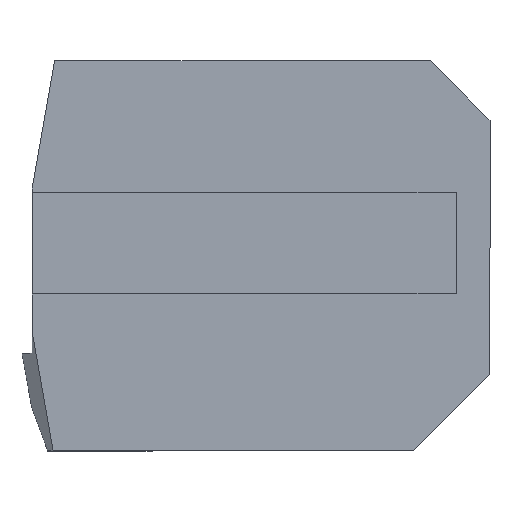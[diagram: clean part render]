
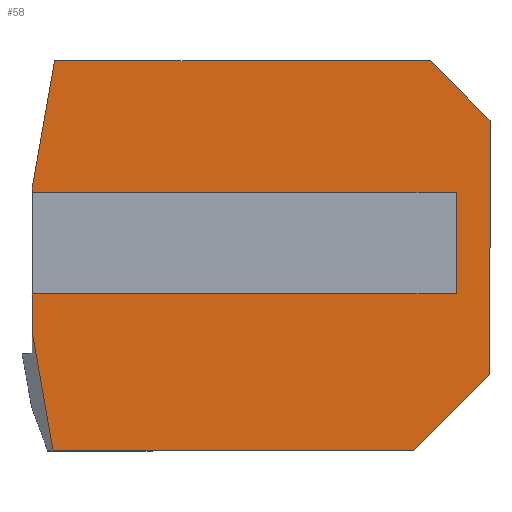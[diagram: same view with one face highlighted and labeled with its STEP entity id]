
A CAD part, top view. The second image highlights one B-rep face of the part: STEP entity #58.
In plain terms, the highlighted planar face has unit normal (0, 0, 1).
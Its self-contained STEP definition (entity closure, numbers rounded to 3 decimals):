
#58=ADVANCED_FACE('',(#119),#92,.T.);
#92=PLANE('',#712);
#119=FACE_OUTER_BOUND('',#153,.T.);
#153=EDGE_LOOP('',(#193,#194,#195,#196,#197,#198,#199,#200,#201,#202,#203,
#204));
#193=ORIENTED_EDGE('',*,*,#437,.F.);
#194=ORIENTED_EDGE('',*,*,#438,.T.);
#195=ORIENTED_EDGE('',*,*,#439,.T.);
#196=ORIENTED_EDGE('',*,*,#440,.F.);
#197=ORIENTED_EDGE('',*,*,#441,.F.);
#198=ORIENTED_EDGE('',*,*,#442,.T.);
#199=ORIENTED_EDGE('',*,*,#443,.T.);
#200=ORIENTED_EDGE('',*,*,#444,.T.);
#201=ORIENTED_EDGE('',*,*,#445,.F.);
#202=ORIENTED_EDGE('',*,*,#446,.T.);
#203=ORIENTED_EDGE('',*,*,#447,.F.);
#204=ORIENTED_EDGE('',*,*,#448,.T.);
#377=VERTEX_POINT('',#966);
#378=VERTEX_POINT('',#967);
#379=VERTEX_POINT('',#969);
#380=VERTEX_POINT('',#971);
#381=VERTEX_POINT('',#973);
#382=VERTEX_POINT('',#975);
#383=VERTEX_POINT('',#977);
#384=VERTEX_POINT('',#979);
#385=VERTEX_POINT('',#981);
#386=VERTEX_POINT('',#983);
#387=VERTEX_POINT('',#985);
#388=VERTEX_POINT('',#987);
#437=EDGE_CURVE('',#377,#378,#529,.T.);
#438=EDGE_CURVE('',#377,#379,#530,.T.);
#439=EDGE_CURVE('',#379,#380,#531,.T.);
#440=EDGE_CURVE('',#381,#380,#532,.T.);
#441=EDGE_CURVE('',#382,#381,#533,.T.);
#442=EDGE_CURVE('',#382,#383,#534,.T.);
#443=EDGE_CURVE('',#383,#384,#535,.T.);
#444=EDGE_CURVE('',#384,#385,#536,.T.);
#445=EDGE_CURVE('',#386,#385,#537,.T.);
#446=EDGE_CURVE('',#386,#387,#538,.T.);
#447=EDGE_CURVE('',#388,#387,#539,.T.);
#448=EDGE_CURVE('',#388,#378,#540,.T.);
#529=LINE('',#965,#607);
#530=LINE('',#968,#608);
#531=LINE('',#970,#609);
#532=LINE('',#972,#610);
#533=LINE('',#974,#611);
#534=LINE('',#976,#612);
#535=LINE('',#978,#613);
#536=LINE('',#980,#614);
#537=LINE('',#982,#615);
#538=LINE('',#984,#616);
#539=LINE('',#986,#617);
#540=LINE('',#988,#618);
#607=VECTOR('',#778,1.);
#608=VECTOR('',#779,1.);
#609=VECTOR('',#780,1.);
#610=VECTOR('',#781,1.);
#611=VECTOR('',#782,1.);
#612=VECTOR('',#783,1.);
#613=VECTOR('',#784,1.);
#614=VECTOR('',#785,1.);
#615=VECTOR('',#786,1.);
#616=VECTOR('',#787,1.);
#617=VECTOR('',#788,1.);
#618=VECTOR('',#789,1.);
#712=AXIS2_PLACEMENT_3D('',#989,#790,#791);
#778=DIRECTION('',(0.,1.,0.));
#779=DIRECTION('',(1.,0.,0.));
#780=DIRECTION('',(0.,-1.,0.));
#781=DIRECTION('',(1.,0.,0.));
#782=DIRECTION('',(0.,1.,0.));
#783=DIRECTION('',(0.174,-0.985,0.));
#784=DIRECTION('',(1.,0.,0.));
#785=DIRECTION('',(0.707,0.707,0.));
#786=DIRECTION('',(0.,-1.,0.));
#787=DIRECTION('',(-0.707,0.707,0.));
#788=DIRECTION('',(1.,0.,0.));
#789=DIRECTION('',(-0.174,-0.985,0.));
#790=DIRECTION('',(0.,0.,1.));
#791=DIRECTION('',(0.,-1.,0.));
#965=CARTESIAN_POINT('',(-107.95,-10.,0.));
#966=CARTESIAN_POINT('',(-107.95,18.,0.));
#967=CARTESIAN_POINT('',(-107.95,19.,0.));
#968=CARTESIAN_POINT('',(-117.,18.,0.));
#969=CARTESIAN_POINT('',(-8.,18.,0.));
#970=CARTESIAN_POINT('',(-8.,18.,0.));
#971=CARTESIAN_POINT('',(-8.,-6.,0.));
#972=CARTESIAN_POINT('',(-117.,-6.,0.));
#973=CARTESIAN_POINT('',(-107.95,-6.,0.));
#974=CARTESIAN_POINT('',(-107.95,-10.,0.));
#975=CARTESIAN_POINT('',(-107.95,-15.101,0.));
#976=CARTESIAN_POINT('',(-109.065,-8.777,0.));
#977=CARTESIAN_POINT('',(-103.031,-43.,0.));
#978=CARTESIAN_POINT('',(-116.,-43.,0.));
#979=CARTESIAN_POINT('',(-18.,-43.,0.));
#980=CARTESIAN_POINT('',(-50.5,-75.5,0.));
#981=CARTESIAN_POINT('',(0.,-25.,0.));
#982=CARTESIAN_POINT('',(0.,-10.,0.));
#983=CARTESIAN_POINT('',(0.,35.,0.));
#984=CARTESIAN_POINT('',(-35.5,70.5,0.));
#985=CARTESIAN_POINT('',(-14.,49.,0.));
#986=CARTESIAN_POINT('',(-116.,49.,0.));
#987=CARTESIAN_POINT('',(-102.66,49.,0.));
#988=CARTESIAN_POINT('',(-113.152,-10.502,0.));
#989=CARTESIAN_POINT('',(-116.,-10.,0.));
